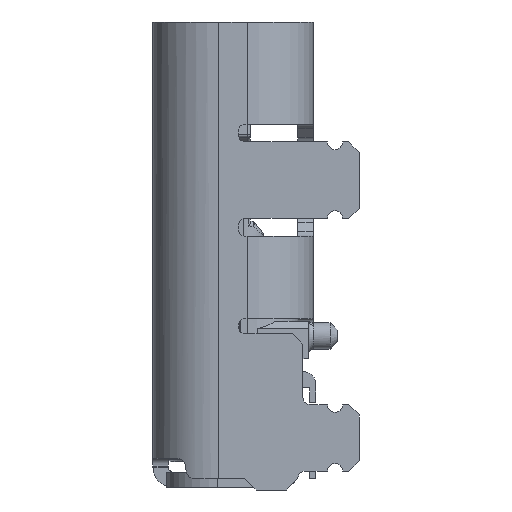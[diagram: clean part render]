
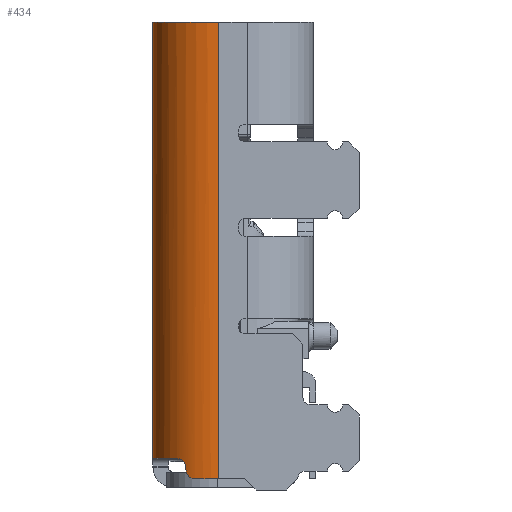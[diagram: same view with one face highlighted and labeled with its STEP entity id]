
A CAD part, left-side view. The second image highlights one B-rep face of the part: STEP entity #434.
In plain terms, the highlighted cylindrical face has radius 1.29 mm (diameter 2.58 mm), a partial arc.
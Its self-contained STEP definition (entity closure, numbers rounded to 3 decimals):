
#144 = ORIENTED_EDGE ( 'NONE', *, *, #5650, .F. ) ;
#434 = ADVANCED_FACE ( 'NONE', ( #18210 ), #5700, .T. ) ;
#792 = CARTESIAN_POINT ( 'NONE',  ( -4.297, 0.925, -3.25 ) ) ;
#1384 = CARTESIAN_POINT ( 'NONE',  ( -4.296, 0.926, -3.222 ) ) ;
#1664 = AXIS2_PLACEMENT_3D ( 'NONE', #3143, #16512, #16684 ) ;
#2135 = EDGE_CURVE ( 'NONE', #13111, #21183, #15267, .T. ) ;
#2559 = CARTESIAN_POINT ( 'NONE',  ( -4.3, 0.92, -3.303 ) ) ;
#3030 = EDGE_CURVE ( 'NONE', #8503, #21183, #12930, .T. ) ;
#3143 = CARTESIAN_POINT ( 'NONE',  ( -3.18, 0.28, 5.5 ) ) ;
#3599 = CARTESIAN_POINT ( 'NONE',  ( -4.47, 0.28, -3.45 ) ) ;
#4167 = VERTEX_POINT ( 'NONE', #23851 ) ;
#4247 = AXIS2_PLACEMENT_3D ( 'NONE', #9913, #19226, #11480 ) ;
#4321 = DIRECTION ( 'NONE',  ( 0., 0., -1. ) ) ;
#4394 = CARTESIAN_POINT ( 'NONE',  ( -3.18, 0.28, -3.45 ) ) ;
#4814 = CARTESIAN_POINT ( 'NONE',  ( -4.47, 0.28, -12.925 ) ) ;
#4889 = ORIENTED_EDGE ( 'NONE', *, *, #12924, .T. ) ;
#5650 = EDGE_CURVE ( 'NONE', #4167, #8611, #8865, .T. ) ;
#5700 = CYLINDRICAL_SURFACE ( 'NONE', #16354, 1.29 ) ;
#5804 = ORIENTED_EDGE ( 'NONE', *, *, #11539, .T. ) ;
#6374 = EDGE_CURVE ( 'NONE', #7112, #8503, #18989, .T. ) ;
#6396 = DIRECTION ( 'NONE',  ( 0., 0., 1. ) ) ;
#6523 = CARTESIAN_POINT ( 'NONE',  ( -4.315, 0.894, -3.368 ) ) ;
#6563 = ORIENTED_EDGE ( 'NONE', *, *, #6374, .T. ) ;
#6875 = LINE ( 'NONE', #4814, #10162 ) ;
#7097 = CARTESIAN_POINT ( 'NONE',  ( -4.297, 0.925, -3.25 ) ) ;
#7112 = VERTEX_POINT ( 'NONE', #18868 ) ;
#7397 = LINE ( 'NONE', #20242, #12132 ) ;
#7463 = AXIS2_PLACEMENT_3D ( 'NONE', #4394, #4321, #17535 ) ;
#8503 = VERTEX_POINT ( 'NONE', #12859 ) ;
#8611 = VERTEX_POINT ( 'NONE', #8846 ) ;
#8846 = CARTESIAN_POINT ( 'NONE',  ( -4.47, 0.28, 5.5 ) ) ;
#8865 = CIRCLE ( 'NONE', #1664, 1.29 ) ;
#9913 = CARTESIAN_POINT ( 'NONE',  ( -3.18, 0.28, -3.05 ) ) ;
#10162 = VECTOR ( 'NONE', #6396, 1000. ) ;
#10754 = CARTESIAN_POINT ( 'NONE',  ( -4.22, 1.044, -3.057 ) ) ;
#10905 = DIRECTION ( 'NONE',  ( 0., 0., 1. ) ) ;
#11109 = CIRCLE ( 'NONE', #4247, 1.29 ) ;
#11480 = DIRECTION ( 'NONE',  ( 0., 1., 0. ) ) ;
#11539 = EDGE_CURVE ( 'NONE', #16540, #7112, #11109, .T. ) ;
#12132 = VECTOR ( 'NONE', #10905, 1000. ) ;
#12178 = CARTESIAN_POINT ( 'NONE',  ( -4.361, 0.802, -3.447 ) ) ;
#12859 = CARTESIAN_POINT ( 'NONE',  ( -4.297, 0.925, -3.25 ) ) ;
#12924 = EDGE_CURVE ( 'NONE', #13111, #8611, #6875, .T. ) ;
#12930 = B_SPLINE_CURVE_WITH_KNOTS ( 'NONE', 3,
 ( #792, #21845, #2559, #15850, #6523, #15932, #12178, #18007 ),
 .UNSPECIFIED., .F., .F.,
 ( 4, 2, 2, 4 ),
 ( 0., 0.25, 0.5, 1. ),
 .UNSPECIFIED. ) ;
#13111 = VERTEX_POINT ( 'NONE', #3599 ) ;
#13276 = CARTESIAN_POINT ( 'NONE',  ( -4.294, 0.93, -3.197 ) ) ;
#13334 = DIRECTION ( 'NONE',  ( 0., 0., -1. ) ) ;
#14670 = CARTESIAN_POINT ( 'NONE',  ( -4.247, 1.006, -3.077 ) ) ;
#14761 = CARTESIAN_POINT ( 'NONE',  ( -4.184, 1.09, -3.05 ) ) ;
#15087 = DIRECTION ( 'NONE',  ( 0., 1., 0. ) ) ;
#15160 = CARTESIAN_POINT ( 'NONE',  ( -4.384, 0.744, -3.45 ) ) ;
#15267 = CIRCLE ( 'NONE', #7463, 1.29 ) ;
#15850 = CARTESIAN_POINT ( 'NONE',  ( -4.308, 0.906, -3.345 ) ) ;
#15932 = CARTESIAN_POINT ( 'NONE',  ( -4.341, 0.844, -3.427 ) ) ;
#16354 = AXIS2_PLACEMENT_3D ( 'NONE', #24596, #13334, #15087 ) ;
#16504 = CARTESIAN_POINT ( 'NONE',  ( -4.278, 0.957, -3.132 ) ) ;
#16512 = DIRECTION ( 'NONE',  ( 0., 0., 1. ) ) ;
#16540 = VERTEX_POINT ( 'NONE', #20564 ) ;
#16684 = DIRECTION ( 'NONE',  ( 0., 1., 0. ) ) ;
#17535 = DIRECTION ( 'NONE',  ( 0., 1., 0. ) ) ;
#17860 = ORIENTED_EDGE ( 'NONE', *, *, #21020, .F. ) ;
#18007 = CARTESIAN_POINT ( 'NONE',  ( -4.384, 0.744, -3.45 ) ) ;
#18210 = FACE_OUTER_BOUND ( 'NONE', #19152, .T. ) ;
#18399 = ORIENTED_EDGE ( 'NONE', *, *, #2135, .F. ) ;
#18589 = CARTESIAN_POINT ( 'NONE',  ( -4.203, 1.066, -3.052 ) ) ;
#18596 = ORIENTED_EDGE ( 'NONE', *, *, #3030, .T. ) ;
#18868 = CARTESIAN_POINT ( 'NONE',  ( -4.184, 1.09, -3.05 ) ) ;
#18989 = B_SPLINE_CURVE_WITH_KNOTS ( 'NONE', 3,
 ( #14761, #18589, #10754, #14670, #20511, #16504, #24109, #13276, #1384, #7097 ),
 .UNSPECIFIED., .F., .F.,
 ( 4, 2, 2, 2, 4 ),
 ( 0., 0.25, 0.5, 0.75, 1. ),
 .UNSPECIFIED. ) ;
#19152 = EDGE_LOOP ( 'NONE', ( #5804, #6563, #18596, #18399, #4889, #144, #17860 ) ) ;
#19226 = DIRECTION ( 'NONE',  ( 0., 0., 1. ) ) ;
#20242 = CARTESIAN_POINT ( 'NONE',  ( -3.18, 1.57, -12.925 ) ) ;
#20511 = CARTESIAN_POINT ( 'NONE',  ( -4.259, 0.987, -3.094 ) ) ;
#20564 = CARTESIAN_POINT ( 'NONE',  ( -3.18, 1.57, -3.05 ) ) ;
#21020 = EDGE_CURVE ( 'NONE', #16540, #4167, #7397, .T. ) ;
#21183 = VERTEX_POINT ( 'NONE', #15160 ) ;
#21845 = CARTESIAN_POINT ( 'NONE',  ( -4.298, 0.924, -3.278 ) ) ;
#23851 = CARTESIAN_POINT ( 'NONE',  ( -3.18, 1.57, 5.5 ) ) ;
#24109 = CARTESIAN_POINT ( 'NONE',  ( -4.286, 0.945, -3.154 ) ) ;
#24596 = CARTESIAN_POINT ( 'NONE',  ( -3.18, 0.28, 30. ) ) ;
